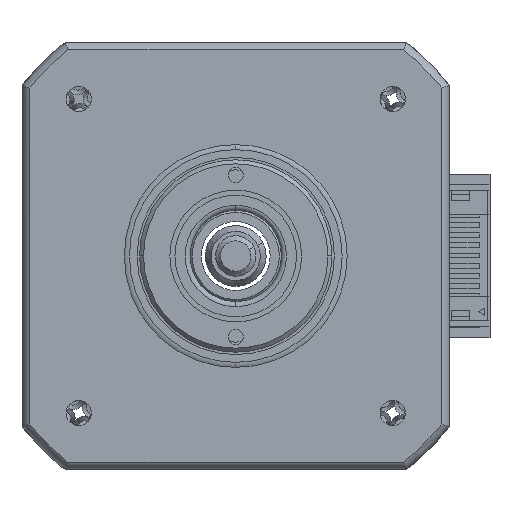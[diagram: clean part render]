
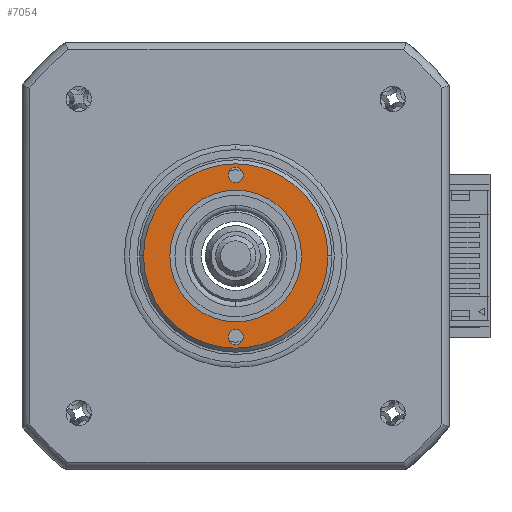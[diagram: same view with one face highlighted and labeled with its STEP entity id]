
A CAD part, left-side view. The second image highlights one B-rep face of the part: STEP entity #7054.
In plain terms, the highlighted planar face has unit normal (-1, 0, 0).
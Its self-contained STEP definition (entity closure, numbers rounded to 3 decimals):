
#59 = ORIENTED_EDGE ( 'NONE', *, *, #384, .T. ) ;
#232 = CARTESIAN_POINT ( 'NONE',  ( -33.923, 4.472, 48.3 ) ) ;
#382 = DIRECTION ( 'NONE',  ( 1., 0., 0. ) ) ;
#384 = EDGE_CURVE ( 'NONE', #8972, #2539, #399, .T. ) ;
#399 = CIRCLE ( 'NONE', #2553, 6.5 ) ;
#423 = CIRCLE ( 'NONE', #2311, 6.5 ) ;
#601 = CARTESIAN_POINT ( 'NONE',  ( -33.923, 4.472, 40.3 ) ) ;
#609 = EDGE_LOOP ( 'NONE', ( #3478, #59 ) ) ;
#686 = CARTESIAN_POINT ( 'NONE',  ( -33.923, -4.628, 48.3 ) ) ;
#700 = EDGE_LOOP ( 'NONE', ( #9994, #7694 ) ) ;
#838 = DIRECTION ( 'NONE',  ( 1., 0., 0. ) ) ;
#855 = DIRECTION ( 'NONE',  ( 0., -1., 0. ) ) ;
#1176 = AXIS2_PLACEMENT_3D ( 'NONE', #10760, #382, #6418 ) ;
#1179 = CARTESIAN_POINT ( 'NONE',  ( -33.923, 4.472, 48.3 ) ) ;
#1349 = EDGE_LOOP ( 'NONE', ( #10758, #10854 ) ) ;
#1438 = DIRECTION ( 'NONE',  ( 0., -1., 0. ) ) ;
#1557 = ORIENTED_EDGE ( 'NONE', *, *, #10397, .F. ) ;
#1655 = CARTESIAN_POINT ( 'NONE',  ( -33.923, 4.472, 48.3 ) ) ;
#2030 = DIRECTION ( 'NONE',  ( 0., 1., 0. ) ) ;
#2129 = CARTESIAN_POINT ( 'NONE',  ( -33.923, 4.472, 48.3 ) ) ;
#2311 = AXIS2_PLACEMENT_3D ( 'NONE', #1179, #7267, #2030 ) ;
#2483 = DIRECTION ( 'NONE',  ( 0., 1., 0. ) ) ;
#2539 = VERTEX_POINT ( 'NONE', #7478 ) ;
#2553 = AXIS2_PLACEMENT_3D ( 'NONE', #232, #838, #4816 ) ;
#2941 = FACE_BOUND ( 'NONE', #1349, .T. ) ;
#2987 = DIRECTION ( 'NONE',  ( 0., 1., 0. ) ) ;
#3184 = ORIENTED_EDGE ( 'NONE', *, *, #6545, .F. ) ;
#3189 = DIRECTION ( 'NONE',  ( -1., 0., 0. ) ) ;
#3375 = AXIS2_PLACEMENT_3D ( 'NONE', #601, #6627, #1438 ) ;
#3478 = ORIENTED_EDGE ( 'NONE', *, *, #7664, .T. ) ;
#3669 = CARTESIAN_POINT ( 'NONE',  ( -33.923, 4.472, 56.3 ) ) ;
#3719 = AXIS2_PLACEMENT_3D ( 'NONE', #1655, #7755, #2483 ) ;
#3720 = CIRCLE ( 'NONE', #3375, 0.75 ) ;
#3934 = AXIS2_PLACEMENT_3D ( 'NONE', #8461, #3189, #9314 ) ;
#4083 = EDGE_CURVE ( 'NONE', #8361, #10540, #11161, .T. ) ;
#4521 = DIRECTION ( 'NONE',  ( 0., -1., 0. ) ) ;
#4538 = CIRCLE ( 'NONE', #11144, 0.75 ) ;
#4735 = AXIS2_PLACEMENT_3D ( 'NONE', #3669, #9790, #4521 ) ;
#4816 = DIRECTION ( 'NONE',  ( 0., 1., 0. ) ) ;
#5116 = EDGE_CURVE ( 'NONE', #8475, #6644, #6821, .T. ) ;
#5199 = EDGE_CURVE ( 'NONE', #10540, #8361, #8595, .T. ) ;
#5269 = FACE_BOUND ( 'NONE', #9495, .T. ) ;
#5271 = CARTESIAN_POINT ( 'NONE',  ( -33.923, 3.722, 56.3 ) ) ;
#5516 = PLANE ( 'NONE',  #1176 ) ;
#5961 = CARTESIAN_POINT ( 'NONE',  ( -33.923, 5.222, 56.3 ) ) ;
#6011 = DIRECTION ( 'NONE',  ( -1., 0., 0. ) ) ;
#6176 = CARTESIAN_POINT ( 'NONE',  ( -33.923, 5.222, 40.3 ) ) ;
#6418 = DIRECTION ( 'NONE',  ( 0., 1., 0. ) ) ;
#6545 = EDGE_CURVE ( 'NONE', #8691, #9087, #4538, .T. ) ;
#6627 = DIRECTION ( 'NONE',  ( -1., 0., 0. ) ) ;
#6644 = VERTEX_POINT ( 'NONE', #5271 ) ;
#6821 = CIRCLE ( 'NONE', #4735, 0.75 ) ;
#7054 = ADVANCED_FACE ( 'NONE', ( #10199, #5269, #2941, #7640 ), #5516, .F. ) ;
#7267 = DIRECTION ( 'NONE',  ( 1., 0., 0. ) ) ;
#7478 = CARTESIAN_POINT ( 'NONE',  ( -33.923, -2.028, 48.3 ) ) ;
#7640 = FACE_BOUND ( 'NONE', #609, .T. ) ;
#7664 = EDGE_CURVE ( 'NONE', #2539, #8972, #423, .T. ) ;
#7694 = ORIENTED_EDGE ( 'NONE', *, *, #4083, .T. ) ;
#7755 = DIRECTION ( 'NONE',  ( -1., 0., 0. ) ) ;
#7780 = CARTESIAN_POINT ( 'NONE',  ( -33.923, 10.972, 48.3 ) ) ;
#8242 = DIRECTION ( 'NONE',  ( -1., 0., 0. ) ) ;
#8361 = VERTEX_POINT ( 'NONE', #686 ) ;
#8379 = AXIS2_PLACEMENT_3D ( 'NONE', #2129, #8242, #2987 ) ;
#8461 = CARTESIAN_POINT ( 'NONE',  ( -33.923, 4.472, 56.3 ) ) ;
#8475 = VERTEX_POINT ( 'NONE', #5961 ) ;
#8595 = CIRCLE ( 'NONE', #8379, 9.1 ) ;
#8691 = VERTEX_POINT ( 'NONE', #10821 ) ;
#8972 = VERTEX_POINT ( 'NONE', #7780 ) ;
#9087 = VERTEX_POINT ( 'NONE', #6176 ) ;
#9314 = DIRECTION ( 'NONE',  ( 0., -1., 0. ) ) ;
#9446 = CARTESIAN_POINT ( 'NONE',  ( -33.923, 13.572, 48.3 ) ) ;
#9495 = EDGE_LOOP ( 'NONE', ( #3184, #1557 ) ) ;
#9790 = DIRECTION ( 'NONE',  ( -1., 0., 0. ) ) ;
#9994 = ORIENTED_EDGE ( 'NONE', *, *, #5199, .T. ) ;
#10199 = FACE_OUTER_BOUND ( 'NONE', #700, .T. ) ;
#10397 = EDGE_CURVE ( 'NONE', #9087, #8691, #3720, .T. ) ;
#10540 = VERTEX_POINT ( 'NONE', #9446 ) ;
#10752 = EDGE_CURVE ( 'NONE', #6644, #8475, #10974, .T. ) ;
#10758 = ORIENTED_EDGE ( 'NONE', *, *, #10752, .F. ) ;
#10760 = CARTESIAN_POINT ( 'NONE',  ( -33.923, 4.472, 48.3 ) ) ;
#10821 = CARTESIAN_POINT ( 'NONE',  ( -33.923, 3.722, 40.3 ) ) ;
#10854 = ORIENTED_EDGE ( 'NONE', *, *, #5116, .F. ) ;
#10974 = CIRCLE ( 'NONE', #3934, 0.75 ) ;
#11144 = AXIS2_PLACEMENT_3D ( 'NONE', #11230, #6011, #855 ) ;
#11161 = CIRCLE ( 'NONE', #3719, 9.1 ) ;
#11230 = CARTESIAN_POINT ( 'NONE',  ( -33.923, 4.472, 40.3 ) ) ;
